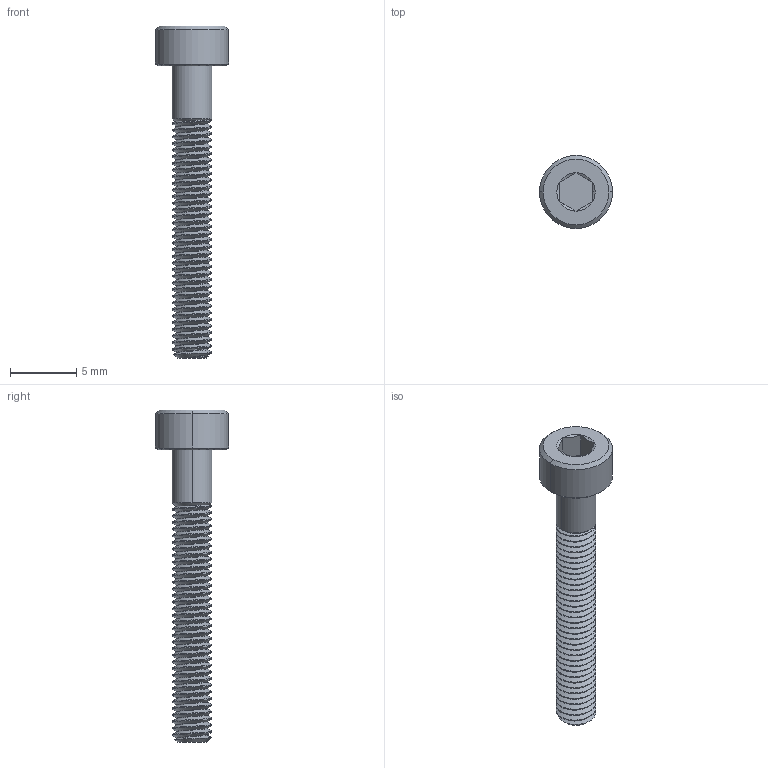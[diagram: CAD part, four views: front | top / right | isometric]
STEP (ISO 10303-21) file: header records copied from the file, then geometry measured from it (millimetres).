
FILE_DESCRIPTION (( 'STEP AP203' ), '1' );
FILE_NAME ('91292A801_18-8 Stainless Steel Socket Head Screw.STEP', '2021-07-12T14:54:00', ( 'Administrator' ), ( 'Managed by Terraform' ), 'SwSTEP 2.0', 'SolidWorks 2017', '' );
FILE_SCHEMA (( 'CONFIG_CONTROL_DESIGN' ));
Length unit declared in the file: millimetre
Products named in the file (1): 91292A801_18-8 Stainless Steel Socket Head Screw
Bounding box: 5.5 x 5.5 x 25 mm (x, y, z)
Volume: 191.1 mm3; surface area: 409.7 mm2
Topology: 1 solids, 1 shells, 104 faces, 282 edges, 182 vertices
Faces by surface type: cylinder 75, cone 16, plane 10, bspline 3
Entity records: 7752 total; most frequent: CARTESIAN_POINT 5519, ORIENTED_EDGE 564, DIRECTION 348, EDGE_CURVE 282, VERTEX_POINT 182, AXIS2_PLACEMENT_3D 126, EDGE_LOOP 106, ADVANCED_FACE 104
